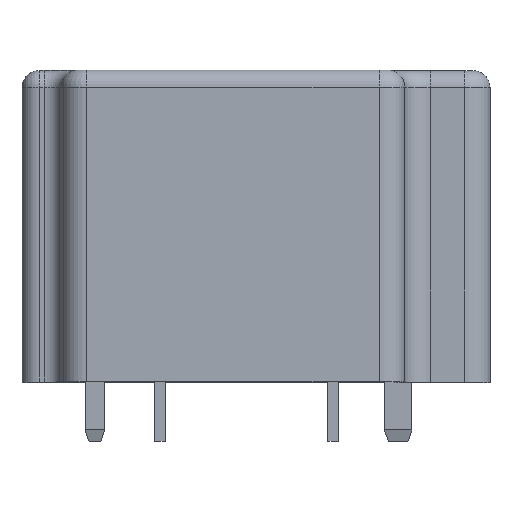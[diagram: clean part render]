
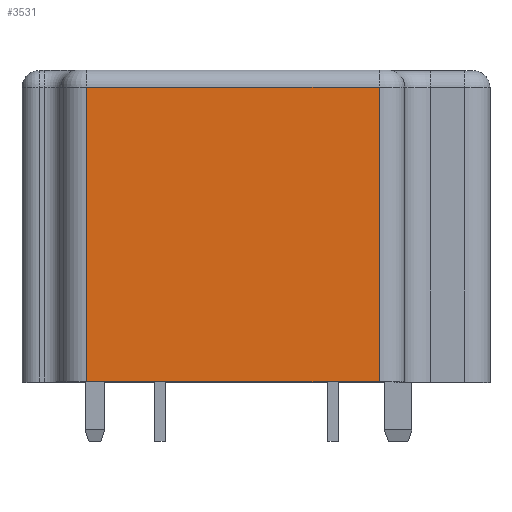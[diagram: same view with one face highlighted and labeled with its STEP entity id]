
A CAD part, top view. The second image highlights one B-rep face of the part: STEP entity #3531.
In plain terms, the highlighted planar face has unit normal (0, 0, 1).
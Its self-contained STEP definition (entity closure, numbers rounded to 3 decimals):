
#23 = CARTESIAN_POINT ( 'NONE',  ( -9.925, 17.26, 16.13 ) ) ;
#503 = VECTOR ( 'NONE', #7039, 1000. ) ;
#672 = LINE ( 'NONE', #8058, #503 ) ;
#1009 = CARTESIAN_POINT ( 'NONE',  ( -9.925, 0., 16.13 ) ) ;
#1172 = EDGE_CURVE ( 'NONE', #1394, #9844, #4667, .T. ) ;
#1361 = DIRECTION ( 'NONE',  ( 0., -1., 0. ) ) ;
#1373 = EDGE_CURVE ( 'NONE', #1603, #2176, #8724, .T. ) ;
#1394 = VERTEX_POINT ( 'NONE', #6890 ) ;
#1603 = VERTEX_POINT ( 'NONE', #1009 ) ;
#2176 = VERTEX_POINT ( 'NONE', #6183 ) ;
#2680 = EDGE_CURVE ( 'NONE', #9844, #1603, #672, .T. ) ;
#2939 = CARTESIAN_POINT ( 'NONE',  ( -9.925, 0., 16.13 ) ) ;
#3039 = DIRECTION ( 'NONE',  ( 1., 0., 0. ) ) ;
#3423 = ORIENTED_EDGE ( 'NONE', *, *, #2680, .T. ) ;
#3531 = ADVANCED_FACE ( 'NONE', ( #7422 ), #8883, .F. ) ;
#3948 = DIRECTION ( 'NONE',  ( 0., 0., -1. ) ) ;
#4105 = VECTOR ( 'NONE', #3039, 1000. ) ;
#4584 = ORIENTED_EDGE ( 'NONE', *, *, #1172, .T. ) ;
#4667 = LINE ( 'NONE', #9541, #6142 ) ;
#5996 = ORIENTED_EDGE ( 'NONE', *, *, #1373, .T. ) ;
#6142 = VECTOR ( 'NONE', #10341, 1000. ) ;
#6183 = CARTESIAN_POINT ( 'NONE',  ( 7.215, 0., 16.13 ) ) ;
#6472 = AXIS2_PLACEMENT_3D ( 'NONE', #10575, #3948, #8014 ) ;
#6890 = CARTESIAN_POINT ( 'NONE',  ( 7.215, 17.26, 16.13 ) ) ;
#7039 = DIRECTION ( 'NONE',  ( 0., -1., 0. ) ) ;
#7422 = FACE_OUTER_BOUND ( 'NONE', #7740, .T. ) ;
#7712 = VECTOR ( 'NONE', #1361, 1000. ) ;
#7740 = EDGE_LOOP ( 'NONE', ( #9904, #4584, #3423, #5996 ) ) ;
#7835 = CARTESIAN_POINT ( 'NONE',  ( 7.215, 18.26, 16.13 ) ) ;
#8014 = DIRECTION ( 'NONE',  ( -1., 0., 0. ) ) ;
#8058 = CARTESIAN_POINT ( 'NONE',  ( -9.925, 18.26, 16.13 ) ) ;
#8588 = LINE ( 'NONE', #7835, #7712 ) ;
#8724 = LINE ( 'NONE', #2939, #4105 ) ;
#8883 = PLANE ( 'NONE',  #6472 ) ;
#9541 = CARTESIAN_POINT ( 'NONE',  ( -9.925, 17.26, 16.13 ) ) ;
#9724 = EDGE_CURVE ( 'NONE', #1394, #2176, #8588, .T. ) ;
#9844 = VERTEX_POINT ( 'NONE', #23 ) ;
#9904 = ORIENTED_EDGE ( 'NONE', *, *, #9724, .F. ) ;
#10341 = DIRECTION ( 'NONE',  ( -1., 0., 0. ) ) ;
#10575 = CARTESIAN_POINT ( 'NONE',  ( -9.925, 18.26, 16.13 ) ) ;
